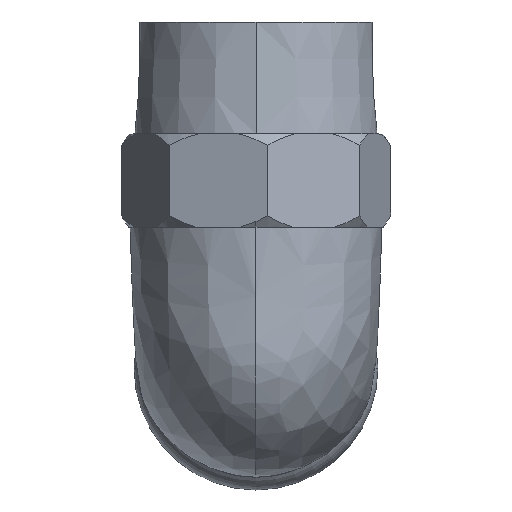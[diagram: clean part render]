
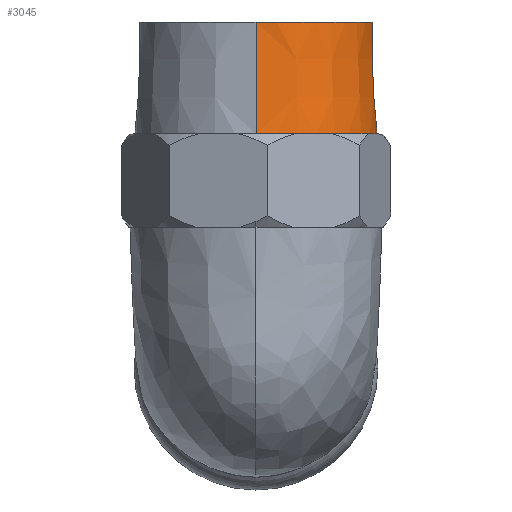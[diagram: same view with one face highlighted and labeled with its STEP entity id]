
A CAD part, top view. The second image highlights one B-rep face of the part: STEP entity #3045.
In plain terms, the highlighted conical face has half-angle 2.386 degrees and reference radius 12.5 mm.
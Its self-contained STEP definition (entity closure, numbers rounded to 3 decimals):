
#534 = EDGE_CURVE ( 'NONE', #819, #1119, #3892, .T. ) ;
#819 = VERTEX_POINT ( 'NONE', #1815 ) ;
#907 = EDGE_CURVE ( 'NONE', #819, #2188, #1874, .T. ) ;
#987 = EDGE_CURVE ( 'NONE', #1119, #11334, #10116, .T. ) ;
#1119 = VERTEX_POINT ( 'NONE', #1239 ) ;
#1239 = CARTESIAN_POINT ( 'NONE',  ( 0., 25., -13. ) ) ;
#1815 = CARTESIAN_POINT ( 'NONE',  ( 0., 37., -12.5 ) ) ;
#1874 = CIRCLE ( 'NONE', #12400, 12.5 ) ;
#2032 = AXIS2_PLACEMENT_3D ( 'NONE', #2127, #8837, #4260 ) ;
#2127 = CARTESIAN_POINT ( 'NONE',  ( 0., 25., 0. ) ) ;
#2188 = VERTEX_POINT ( 'NONE', #8418 ) ;
#2395 = EDGE_LOOP ( 'NONE', ( #6375, #2892, #3922, #4605 ) ) ;
#2892 = ORIENTED_EDGE ( 'NONE', *, *, #5433, .T. ) ;
#3045 = ADVANCED_FACE ( 'NONE', ( #12538 ), #6168, .T. ) ;
#3892 = LINE ( 'NONE', #9669, #12187 ) ;
#3922 = ORIENTED_EDGE ( 'NONE', *, *, #987, .F. ) ;
#4260 = DIRECTION ( 'NONE',  ( 0., 0., -1. ) ) ;
#4605 = ORIENTED_EDGE ( 'NONE', *, *, #534, .F. ) ;
#5433 = EDGE_CURVE ( 'NONE', #2188, #11334, #12350, .T. ) ;
#5681 = DIRECTION ( 'NONE',  ( 0., 0., -1. ) ) ;
#6168 = CONICAL_SURFACE ( 'NONE', #10629, 12.5, 0.042 ) ;
#6375 = ORIENTED_EDGE ( 'NONE', *, *, #907, .T. ) ;
#6630 = CARTESIAN_POINT ( 'NONE',  ( 0., 37., 0. ) ) ;
#8009 = DIRECTION ( 'NONE',  ( 0., 0., -1. ) ) ;
#8418 = CARTESIAN_POINT ( 'NONE',  ( 0., 37., 12.5 ) ) ;
#8727 = DIRECTION ( 'NONE',  ( 0., -1., 0. ) ) ;
#8837 = DIRECTION ( 'NONE',  ( 0., -1., 0. ) ) ;
#8957 = DIRECTION ( 'NONE',  ( 0., -1., 0. ) ) ;
#9669 = CARTESIAN_POINT ( 'NONE',  ( 0., 37., -12.5 ) ) ;
#9913 = CARTESIAN_POINT ( 'NONE',  ( 0., 37., 0. ) ) ;
#10116 = CIRCLE ( 'NONE', #2032, 13. ) ;
#10453 = DIRECTION ( 'NONE',  ( 0., -0.999, 0.042 ) ) ;
#10629 = AXIS2_PLACEMENT_3D ( 'NONE', #6630, #8727, #5681 ) ;
#11310 = CARTESIAN_POINT ( 'NONE',  ( 0., 25., 13. ) ) ;
#11334 = VERTEX_POINT ( 'NONE', #11310 ) ;
#11466 = CARTESIAN_POINT ( 'NONE',  ( 0., 37., 12.5 ) ) ;
#11510 = DIRECTION ( 'NONE',  ( 0., -0.999, -0.042 ) ) ;
#12187 = VECTOR ( 'NONE', #11510, 1000. ) ;
#12350 = LINE ( 'NONE', #11466, #12462 ) ;
#12400 = AXIS2_PLACEMENT_3D ( 'NONE', #9913, #8957, #8009 ) ;
#12462 = VECTOR ( 'NONE', #10453, 1000. ) ;
#12538 = FACE_OUTER_BOUND ( 'NONE', #2395, .T. ) ;
